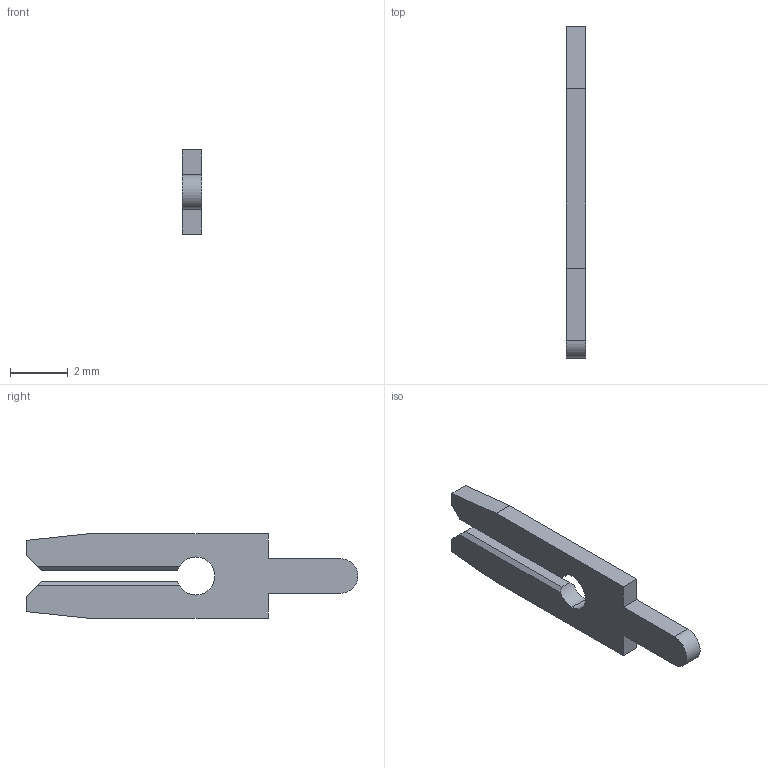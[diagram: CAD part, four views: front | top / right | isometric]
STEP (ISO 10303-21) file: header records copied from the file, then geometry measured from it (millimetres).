
FILE_DESCRIPTION (( 'STEP AP203' ), '1' );
FILE_NAME ('100-290-250.STEP', '2020-04-07T15:16:50', ( '' ), ( '' ), 'SwSTEP 2.0', 'SolidWorks 2016', '' );
FILE_SCHEMA (( 'CONFIG_CONTROL_DESIGN' ));
Length unit declared in the file: millimetre
Products named in the file (2): 100-290-250; 100-290-001_100-290-250
Assembly tree (1 placements, depth 2):
  100-290-250
    100-290-001_100-290-250
Bounding box: 0.66 x 11.48 x 2.92 mm (x, y, z)
Volume: 15.6 mm3; surface area: 73.3 mm2
Topology: 1 solids, 1 shells, 24 faces, 66 edges, 44 vertices
Faces by surface type: plane 20, cylinder 4
Entity records: 954 total; most frequent: CARTESIAN_POINT 150, ORIENTED_EDGE 132, DIRECTION 126, EDGE_CURVE 66, VECTOR 54, LINE 54, VERTEX_POINT 44, AXIS2_PLACEMENT_3D 36
